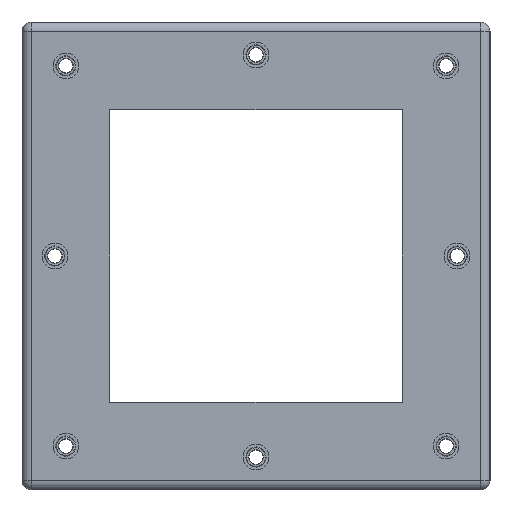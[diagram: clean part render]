
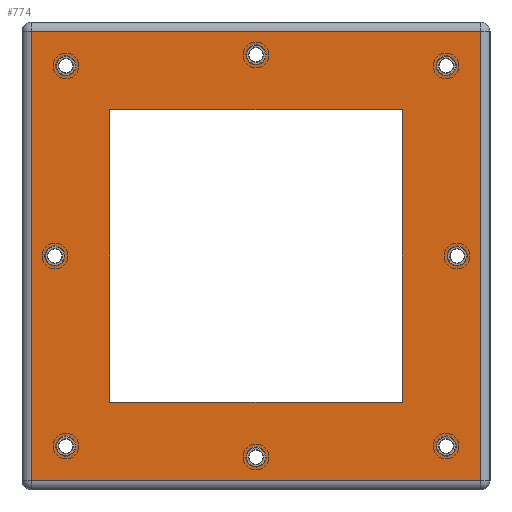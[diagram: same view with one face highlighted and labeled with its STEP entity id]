
A CAD part, left-side view. The second image highlights one B-rep face of the part: STEP entity #774.
In plain terms, the highlighted planar face has unit normal (-1, 0, 0).
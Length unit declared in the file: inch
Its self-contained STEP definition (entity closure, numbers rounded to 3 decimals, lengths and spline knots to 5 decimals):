
#10 = LINE ( 'NONE', #3224, #5369 ) ;
#46 = EDGE_LOOP ( 'NONE', ( #3459 ) ) ;
#106 = VECTOR ( 'NONE', #1521, 39.37008 ) ;
#114 = VERTEX_POINT ( 'NONE', #2203 ) ;
#218 = ORIENTED_EDGE ( 'NONE', *, *, #1387, .F. ) ;
#264 = CARTESIAN_POINT ( 'NONE',  ( -0.078, 9.84252, 7.84252 ) ) ;
#320 = ORIENTED_EDGE ( 'NONE', *, *, #5148, .F. ) ;
#428 = ORIENTED_EDGE ( 'NONE', *, *, #2946, .T. ) ;
#439 = DIRECTION ( 'NONE',  ( 0., 0., 1. ) ) ;
#492 = CARTESIAN_POINT ( 'NONE',  ( -0.078, 5.99999, 0.73598 ) ) ;
#497 = FACE_BOUND ( 'NONE', #893, .T. ) ;
#529 = VERTEX_POINT ( 'NONE', #492 ) ;
#537 = LINE ( 'NONE', #1693, #5713 ) ;
#547 = CARTESIAN_POINT ( 'NONE',  ( -0.078, 3.498, 6.502 ) ) ;
#611 = VERTEX_POINT ( 'NONE', #4359 ) ;
#625 = CARTESIAN_POINT ( 'NONE',  ( -0.078, 9.24999, 0.92348 ) ) ;
#634 = DIRECTION ( 'NONE',  ( 0., 0., 1. ) ) ;
#652 = VECTOR ( 'NONE', #3890, 39.37008 ) ;
#683 = EDGE_LOOP ( 'NONE', ( #3986 ) ) ;
#703 = CARTESIAN_POINT ( 'NONE',  ( -0.078, 9.43749, 4.00148 ) ) ;
#721 = CIRCLE ( 'NONE', #1709, 0.172 ) ;
#732 = CIRCLE ( 'NONE', #4583, 0.172 ) ;
#774 = ADVANCED_FACE ( 'NONE', ( #6244, #3553, #497, #5660, #3033, #1018, #1531, #3102, #1395, #3486 ), #3761, .T. ) ;
#893 = EDGE_LOOP ( 'NONE', ( #320 ) ) ;
#935 = LINE ( 'NONE', #6651, #106 ) ;
#1010 = CARTESIAN_POINT ( 'NONE',  ( -0.078, 3.498, 1.498 ) ) ;
#1012 = EDGE_LOOP ( 'NONE', ( #4648, #428, #5530, #2373 ) ) ;
#1014 = EDGE_LOOP ( 'NONE', ( #218 ) ) ;
#1018 = FACE_BOUND ( 'NONE', #5611, .T. ) ;
#1061 = VERTEX_POINT ( 'NONE', #4085 ) ;
#1101 = VERTEX_POINT ( 'NONE', #1010 ) ;
#1112 = CARTESIAN_POINT ( 'NONE',  ( -0.078, 9.24999, 7.42348 ) ) ;
#1377 = VECTOR ( 'NONE', #6152, 39.37008 ) ;
#1387 = EDGE_CURVE ( 'NONE', #529, #529, #732, .T. ) ;
#1395 = FACE_OUTER_BOUND ( 'NONE', #4310, .T. ) ;
#1410 = EDGE_CURVE ( 'NONE', #6382, #6382, #2704, .T. ) ;
#1414 = LINE ( 'NONE', #6618, #6332 ) ;
#1521 = DIRECTION ( 'NONE',  ( 0., 1., 0. ) ) ;
#1531 = FACE_BOUND ( 'NONE', #2259, .T. ) ;
#1550 = ORIENTED_EDGE ( 'NONE', *, *, #2202, .F. ) ;
#1568 = DIRECTION ( 'NONE',  ( -1., 0., 0. ) ) ;
#1570 = VERTEX_POINT ( 'NONE', #6517 ) ;
#1693 = CARTESIAN_POINT ( 'NONE',  ( -0.078, 8.502, 1.498 ) ) ;
#1709 = AXIS2_PLACEMENT_3D ( 'NONE', #2723, #5489, #2860 ) ;
#1791 = CARTESIAN_POINT ( 'NONE',  ( -0.078, 2.15748, 8. ) ) ;
#2166 = VERTEX_POINT ( 'NONE', #625 ) ;
#2198 = EDGE_CURVE ( 'NONE', #2166, #2166, #2280, .T. ) ;
#2199 = AXIS2_PLACEMENT_3D ( 'NONE', #703, #4945, #2285 ) ;
#2202 = EDGE_CURVE ( 'NONE', #114, #114, #3712, .T. ) ;
#2203 = CARTESIAN_POINT ( 'NONE',  ( -0.078, 2.74999, 7.42348 ) ) ;
#2223 = EDGE_CURVE ( 'NONE', #3682, #3682, #6469, .T. ) ;
#2259 = EDGE_LOOP ( 'NONE', ( #1550 ) ) ;
#2280 = CIRCLE ( 'NONE', #6251, 0.172 ) ;
#2285 = DIRECTION ( 'NONE',  ( 0., 0., 1. ) ) ;
#2367 = VECTOR ( 'NONE', #6558, 39.37008 ) ;
#2373 = ORIENTED_EDGE ( 'NONE', *, *, #2683, .T. ) ;
#2496 = DIRECTION ( 'NONE',  ( 0., 0., 1. ) ) ;
#2515 = ORIENTED_EDGE ( 'NONE', *, *, #4215, .T. ) ;
#2519 = EDGE_CURVE ( 'NONE', #1570, #3778, #935, .T. ) ;
#2583 = DIRECTION ( 'NONE',  ( 0., 1., 0. ) ) ;
#2627 = CARTESIAN_POINT ( 'NONE',  ( -0.078, 5.99999, 0.56398 ) ) ;
#2683 = EDGE_CURVE ( 'NONE', #6480, #4078, #10, .T. ) ;
#2704 = CIRCLE ( 'NONE', #6454, 0.172 ) ;
#2723 = CARTESIAN_POINT ( 'NONE',  ( -0.078, 5.99999, 7.43898 ) ) ;
#2860 = DIRECTION ( 'NONE',  ( 0., 0., 1. ) ) ;
#2946 = EDGE_CURVE ( 'NONE', #3179, #1101, #6644, .T. ) ;
#3033 = FACE_BOUND ( 'NONE', #1014, .T. ) ;
#3041 = DIRECTION ( 'NONE',  ( -1., 0., 0. ) ) ;
#3053 = DIRECTION ( 'NONE',  ( 0., -1., 0. ) ) ;
#3063 = ORIENTED_EDGE ( 'NONE', *, *, #2223, .F. ) ;
#3102 = FACE_BOUND ( 'NONE', #683, .T. ) ;
#3131 = EDGE_LOOP ( 'NONE', ( #3063 ) ) ;
#3142 = CARTESIAN_POINT ( 'NONE',  ( -0.078, 9.24999, 7.25148 ) ) ;
#3179 = VERTEX_POINT ( 'NONE', #547 ) ;
#3184 = VERTEX_POINT ( 'NONE', #3320 ) ;
#3209 = CARTESIAN_POINT ( 'NONE',  ( -0.078, 0., 0. ) ) ;
#3224 = CARTESIAN_POINT ( 'NONE',  ( -0.078, 8.502, 6.502 ) ) ;
#3274 = AXIS2_PLACEMENT_3D ( 'NONE', #5393, #6465, #4852 ) ;
#3320 = CARTESIAN_POINT ( 'NONE',  ( -0.078, 9.43749, 4.17348 ) ) ;
#3348 = CARTESIAN_POINT ( 'NONE',  ( -0.078, 8.502, 1.498 ) ) ;
#3414 = CIRCLE ( 'NONE', #5504, 0.172 ) ;
#3430 = ORIENTED_EDGE ( 'NONE', *, *, #2519, .T. ) ;
#3448 = EDGE_CURVE ( 'NONE', #4078, #3179, #3785, .T. ) ;
#3459 = ORIENTED_EDGE ( 'NONE', *, *, #4212, .F. ) ;
#3486 = FACE_BOUND ( 'NONE', #1012, .T. ) ;
#3498 = AXIS2_PLACEMENT_3D ( 'NONE', #3950, #6537, #5466 ) ;
#3553 = FACE_BOUND ( 'NONE', #46, .T. ) ;
#3561 = DIRECTION ( 'NONE',  ( -1., 0., 0. ) ) ;
#3682 = VERTEX_POINT ( 'NONE', #3849 ) ;
#3711 = DIRECTION ( 'NONE',  ( 0., 0., 1. ) ) ;
#3712 = CIRCLE ( 'NONE', #3274, 0.172 ) ;
#3761 = PLANE ( 'NONE',  #3802 ) ;
#3778 = VERTEX_POINT ( 'NONE', #264 ) ;
#3785 = LINE ( 'NONE', #6209, #6771 ) ;
#3802 = AXIS2_PLACEMENT_3D ( 'NONE', #3209, #1568, #634 ) ;
#3849 = CARTESIAN_POINT ( 'NONE',  ( -0.078, 2.74999, 0.92348 ) ) ;
#3890 = DIRECTION ( 'NONE',  ( 0., 0., 1. ) ) ;
#3950 = CARTESIAN_POINT ( 'NONE',  ( -0.078, 2.74999, 0.75148 ) ) ;
#3975 = EDGE_CURVE ( 'NONE', #6261, #6409, #1414, .T. ) ;
#3986 = ORIENTED_EDGE ( 'NONE', *, *, #4845, .F. ) ;
#4065 = ORIENTED_EDGE ( 'NONE', *, *, #1410, .F. ) ;
#4078 = VERTEX_POINT ( 'NONE', #4652 ) ;
#4085 = CARTESIAN_POINT ( 'NONE',  ( -0.078, 5.99999, 7.61098 ) ) ;
#4212 = EDGE_CURVE ( 'NONE', #1061, #1061, #721, .T. ) ;
#4215 = EDGE_CURVE ( 'NONE', #3778, #6261, #5034, .T. ) ;
#4310 = EDGE_LOOP ( 'NONE', ( #3430, #2515, #5032, #6438 ) ) ;
#4359 = CARTESIAN_POINT ( 'NONE',  ( -0.078, 2.56249, 4.17348 ) ) ;
#4426 = CARTESIAN_POINT ( 'NONE',  ( -0.078, 2.15748, 0.15748 ) ) ;
#4509 = CARTESIAN_POINT ( 'NONE',  ( -0.078, 3.498, 6.502 ) ) ;
#4583 = AXIS2_PLACEMENT_3D ( 'NONE', #2627, #3561, #2496 ) ;
#4648 = ORIENTED_EDGE ( 'NONE', *, *, #3448, .T. ) ;
#4652 = CARTESIAN_POINT ( 'NONE',  ( -0.078, 8.502, 6.502 ) ) ;
#4845 = EDGE_CURVE ( 'NONE', #3184, #3184, #5501, .T. ) ;
#4852 = DIRECTION ( 'NONE',  ( 0., 0., 1. ) ) ;
#4879 = DIRECTION ( 'NONE',  ( -1., 0., 0. ) ) ;
#4916 = CARTESIAN_POINT ( 'NONE',  ( -0.078, 9.24999, 0.75148 ) ) ;
#4945 = DIRECTION ( 'NONE',  ( -1., 0., 0. ) ) ;
#5032 = ORIENTED_EDGE ( 'NONE', *, *, #3975, .T. ) ;
#5034 = LINE ( 'NONE', #5551, #2367 ) ;
#5148 = EDGE_CURVE ( 'NONE', #611, #611, #3414, .T. ) ;
#5178 = DIRECTION ( 'NONE',  ( -1., 0., 0. ) ) ;
#5369 = VECTOR ( 'NONE', #3711, 39.37008 ) ;
#5393 = CARTESIAN_POINT ( 'NONE',  ( -0.078, 2.74999, 7.25148 ) ) ;
#5466 = DIRECTION ( 'NONE',  ( 0., 0., 1. ) ) ;
#5489 = DIRECTION ( 'NONE',  ( -1., 0., 0. ) ) ;
#5501 = CIRCLE ( 'NONE', #2199, 0.172 ) ;
#5504 = AXIS2_PLACEMENT_3D ( 'NONE', #6284, #5178, #6207 ) ;
#5509 = EDGE_LOOP ( 'NONE', ( #4065 ) ) ;
#5530 = ORIENTED_EDGE ( 'NONE', *, *, #6619, .T. ) ;
#5551 = CARTESIAN_POINT ( 'NONE',  ( -0.078, 9.84252, 0. ) ) ;
#5611 = EDGE_LOOP ( 'NONE', ( #6735 ) ) ;
#5660 = FACE_BOUND ( 'NONE', #3131, .T. ) ;
#5713 = VECTOR ( 'NONE', #2583, 39.37008 ) ;
#6152 = DIRECTION ( 'NONE',  ( 0., 0., -1. ) ) ;
#6207 = DIRECTION ( 'NONE',  ( 0., 0., 1. ) ) ;
#6209 = CARTESIAN_POINT ( 'NONE',  ( -0.078, 8.502, 6.502 ) ) ;
#6215 = CARTESIAN_POINT ( 'NONE',  ( -0.078, 9.84252, 0.15748 ) ) ;
#6244 = FACE_BOUND ( 'NONE', #5509, .T. ) ;
#6251 = AXIS2_PLACEMENT_3D ( 'NONE', #4916, #4879, #6576 ) ;
#6252 = DIRECTION ( 'NONE',  ( 0., -1., 0. ) ) ;
#6261 = VERTEX_POINT ( 'NONE', #6215 ) ;
#6284 = CARTESIAN_POINT ( 'NONE',  ( -0.078, 2.56249, 4.00148 ) ) ;
#6332 = VECTOR ( 'NONE', #3053, 39.37008 ) ;
#6382 = VERTEX_POINT ( 'NONE', #1112 ) ;
#6409 = VERTEX_POINT ( 'NONE', #4426 ) ;
#6438 = ORIENTED_EDGE ( 'NONE', *, *, #6752, .T. ) ;
#6454 = AXIS2_PLACEMENT_3D ( 'NONE', #3142, #3041, #439 ) ;
#6465 = DIRECTION ( 'NONE',  ( -1., 0., 0. ) ) ;
#6469 = CIRCLE ( 'NONE', #3498, 0.172 ) ;
#6480 = VERTEX_POINT ( 'NONE', #3348 ) ;
#6517 = CARTESIAN_POINT ( 'NONE',  ( -0.078, 2.15748, 7.84252 ) ) ;
#6537 = DIRECTION ( 'NONE',  ( -1., 0., 0. ) ) ;
#6558 = DIRECTION ( 'NONE',  ( 0., 0., -1. ) ) ;
#6576 = DIRECTION ( 'NONE',  ( 0., 0., 1. ) ) ;
#6595 = LINE ( 'NONE', #1791, #652 ) ;
#6618 = CARTESIAN_POINT ( 'NONE',  ( -0.078, 2., 0.15748 ) ) ;
#6619 = EDGE_CURVE ( 'NONE', #1101, #6480, #537, .T. ) ;
#6644 = LINE ( 'NONE', #4509, #1377 ) ;
#6651 = CARTESIAN_POINT ( 'NONE',  ( -0.078, 10., 7.84252 ) ) ;
#6735 = ORIENTED_EDGE ( 'NONE', *, *, #2198, .F. ) ;
#6752 = EDGE_CURVE ( 'NONE', #6409, #1570, #6595, .T. ) ;
#6771 = VECTOR ( 'NONE', #6252, 39.37008 ) ;
